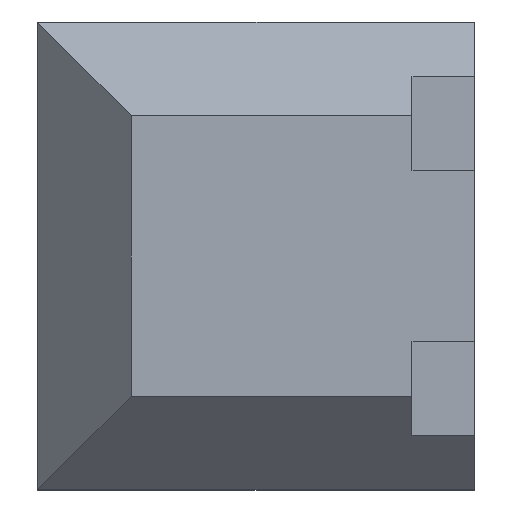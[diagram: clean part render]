
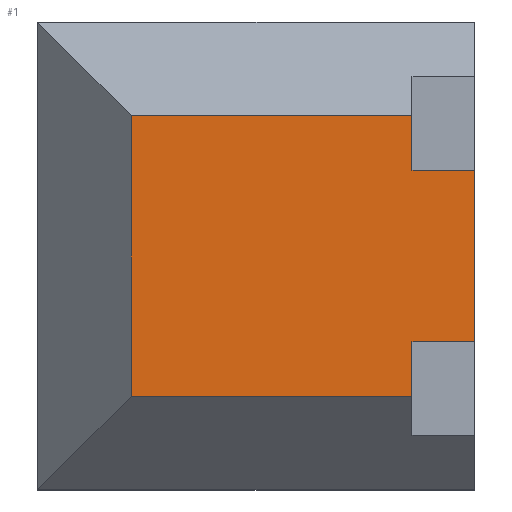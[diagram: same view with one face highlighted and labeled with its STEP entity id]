
A CAD part, left-side view. The second image highlights one B-rep face of the part: STEP entity #1.
In plain terms, the highlighted planar face has unit normal (-1, 0, 0).
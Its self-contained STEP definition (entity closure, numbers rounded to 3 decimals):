
#1 = ADVANCED_FACE ( 'NONE', ( #395 ), #1676, .F. ) ;
#47 = ORIENTED_EDGE ( 'NONE', *, *, #310, .T. ) ;
#75 = EDGE_LOOP ( 'NONE', ( #705, #182, #47, #2145, #1068, #1579, #724, #1839 ) ) ;
#98 = EDGE_CURVE ( 'NONE', #1797, #2224, #269, .T. ) ;
#131 = LINE ( 'NONE', #669, #1131 ) ;
#132 = CARTESIAN_POINT ( 'NONE',  ( -3.4, 1.4, 0.45 ) ) ;
#139 = CARTESIAN_POINT ( 'NONE',  ( -3.4, 0., 0.275 ) ) ;
#182 = ORIENTED_EDGE ( 'NONE', *, *, #1436, .T. ) ;
#214 = VECTOR ( 'NONE', #2190, 1000. ) ;
#229 = VECTOR ( 'NONE', #2008, 1000. ) ;
#269 = LINE ( 'NONE', #2522, #837 ) ;
#296 = LINE ( 'NONE', #1872, #2236 ) ;
#306 = LINE ( 'NONE', #1395, #214 ) ;
#310 = EDGE_CURVE ( 'NONE', #375, #1423, #2245, .T. ) ;
#375 = VERTEX_POINT ( 'NONE', #2179 ) ;
#395 = FACE_OUTER_BOUND ( 'NONE', #75, .T. ) ;
#523 = DIRECTION ( 'NONE',  ( 0., 0., -1. ) ) ;
#547 = LINE ( 'NONE', #1213, #2374 ) ;
#571 = CARTESIAN_POINT ( 'NONE',  ( -3.4, 0.2, 0.275 ) ) ;
#669 = CARTESIAN_POINT ( 'NONE',  ( -3.4, 1.4, 0.275 ) ) ;
#702 = DIRECTION ( 'NONE',  ( 0., 1., 0. ) ) ;
#703 = DIRECTION ( 'NONE',  ( 0., 0., -1. ) ) ;
#705 = ORIENTED_EDGE ( 'NONE', *, *, #952, .F. ) ;
#716 = CARTESIAN_POINT ( 'NONE',  ( -3.4, 0.2, -0.45 ) ) ;
#724 = ORIENTED_EDGE ( 'NONE', *, *, #2163, .T. ) ;
#769 = DIRECTION ( 'NONE',  ( 0., 0., 1. ) ) ;
#790 = CARTESIAN_POINT ( 'NONE',  ( -3.4, 1.4, -0.45 ) ) ;
#837 = VECTOR ( 'NONE', #769, 1000. ) ;
#840 = VERTEX_POINT ( 'NONE', #1938 ) ;
#897 = EDGE_CURVE ( 'NONE', #2474, #1818, #306, .T. ) ;
#952 = EDGE_CURVE ( 'NONE', #840, #1818, #547, .T. ) ;
#971 = CARTESIAN_POINT ( 'NONE',  ( -3.4, 0.2, 0.45 ) ) ;
#1068 = ORIENTED_EDGE ( 'NONE', *, *, #1799, .T. ) ;
#1131 = VECTOR ( 'NONE', #702, 1000. ) ;
#1196 = VECTOR ( 'NONE', #2019, 1000. ) ;
#1198 = AXIS2_PLACEMENT_3D ( 'NONE', #132, #2087, #523 ) ;
#1213 = CARTESIAN_POINT ( 'NONE',  ( -3.4, 1.4, 0.45 ) ) ;
#1279 = LINE ( 'NONE', #971, #1521 ) ;
#1395 = CARTESIAN_POINT ( 'NONE',  ( -3.4, 0.2, 0.45 ) ) ;
#1397 = CARTESIAN_POINT ( 'NONE',  ( -3.4, 0., -0.275 ) ) ;
#1423 = VERTEX_POINT ( 'NONE', #716 ) ;
#1436 = EDGE_CURVE ( 'NONE', #840, #375, #296, .T. ) ;
#1521 = VECTOR ( 'NONE', #1934, 1000. ) ;
#1579 = ORIENTED_EDGE ( 'NONE', *, *, #98, .T. ) ;
#1614 = CARTESIAN_POINT ( 'NONE',  ( -3.4, 1.4, -0.275 ) ) ;
#1625 = EDGE_CURVE ( 'NONE', #1941, #1423, #1279, .T. ) ;
#1676 = PLANE ( 'NONE',  #1198 ) ;
#1797 = VERTEX_POINT ( 'NONE', #1397 ) ;
#1799 = EDGE_CURVE ( 'NONE', #1941, #1797, #2235, .T. ) ;
#1811 = DIRECTION ( 'NONE',  ( 0., -1., 0. ) ) ;
#1818 = VERTEX_POINT ( 'NONE', #2173 ) ;
#1839 = ORIENTED_EDGE ( 'NONE', *, *, #897, .T. ) ;
#1859 = CARTESIAN_POINT ( 'NONE',  ( -3.4, 0.2, -0.275 ) ) ;
#1872 = CARTESIAN_POINT ( 'NONE',  ( -3.4, 1.1, 0.45 ) ) ;
#1934 = DIRECTION ( 'NONE',  ( 0., 0., -1. ) ) ;
#1938 = CARTESIAN_POINT ( 'NONE',  ( -3.4, 1.1, 0.45 ) ) ;
#1941 = VERTEX_POINT ( 'NONE', #1859 ) ;
#2008 = DIRECTION ( 'NONE',  ( 0., -1., 0. ) ) ;
#2019 = DIRECTION ( 'NONE',  ( 0., -1., 0. ) ) ;
#2087 = DIRECTION ( 'NONE',  ( 1., 0., 0. ) ) ;
#2145 = ORIENTED_EDGE ( 'NONE', *, *, #1625, .F. ) ;
#2163 = EDGE_CURVE ( 'NONE', #2224, #2474, #131, .T. ) ;
#2173 = CARTESIAN_POINT ( 'NONE',  ( -3.4, 0.2, 0.45 ) ) ;
#2179 = CARTESIAN_POINT ( 'NONE',  ( -3.4, 1.1, -0.45 ) ) ;
#2190 = DIRECTION ( 'NONE',  ( 0., 0., 1. ) ) ;
#2224 = VERTEX_POINT ( 'NONE', #139 ) ;
#2235 = LINE ( 'NONE', #1614, #229 ) ;
#2236 = VECTOR ( 'NONE', #703, 1000. ) ;
#2245 = LINE ( 'NONE', #790, #1196 ) ;
#2374 = VECTOR ( 'NONE', #1811, 1000. ) ;
#2474 = VERTEX_POINT ( 'NONE', #571 ) ;
#2522 = CARTESIAN_POINT ( 'NONE',  ( -3.4, 0., 0.45 ) ) ;
